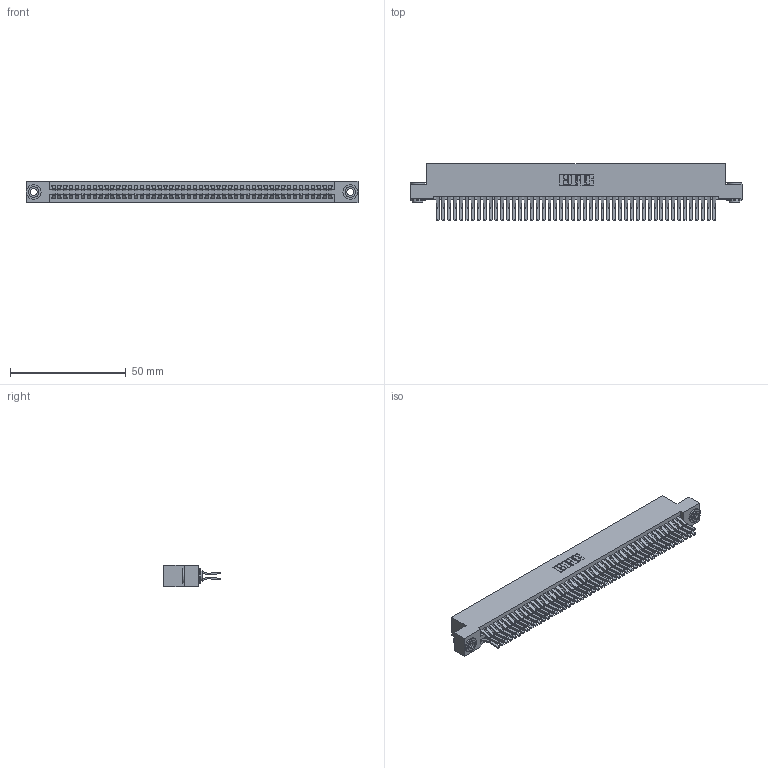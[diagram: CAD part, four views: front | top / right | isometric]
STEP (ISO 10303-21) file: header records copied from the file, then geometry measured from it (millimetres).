
FILE_DESCRIPTION (( 'STEP AP203' ), '1' );
FILE_NAME ('395-096-560-203.STEP', '2019-10-26T02:15:17', ( '' ), ( '' ), 'SwSTEP 2.0', 'SolidWorks 2016', '' );
FILE_SCHEMA (( 'CONFIG_CONTROL_DESIGN' ));
Length unit declared in the file: inch
Products named in the file (4): 345 Part_Flush Mounting Lugs - 0.156 Dia-TH; 345-292-001_560 Tail; 345-250-002_345-250-002-102; 395-096-560-203
Assembly tree (99 placements, depth 2):
  395-096-560-203
    345 Part_Flush Mounting Lugs - 0.156 Dia-TH
    345-292-001_560 Tail  x96
    345-250-002_345-250-002-102  x2
Bounding box: 143.13 x 24.45 x 9.4 mm (x, y, z)
Volume: 14608 mm3; surface area: 23532.6 mm2
Topology: 99 solids, 99 shells, 5156 faces, 15297 edges, 10066 vertices
Faces by surface type: plane 3258, cylinder 1890, cone 8
Entity records: 37592 total; most frequent: CARTESIAN_POINT 6271, ORIENTED_EDGE 6198, DIRECTION 5557, EDGE_CURVE 3099, LINE 2747, VECTOR 2747, VERTEX_POINT 2062, AXIS2_PLACEMENT_3D 1405
